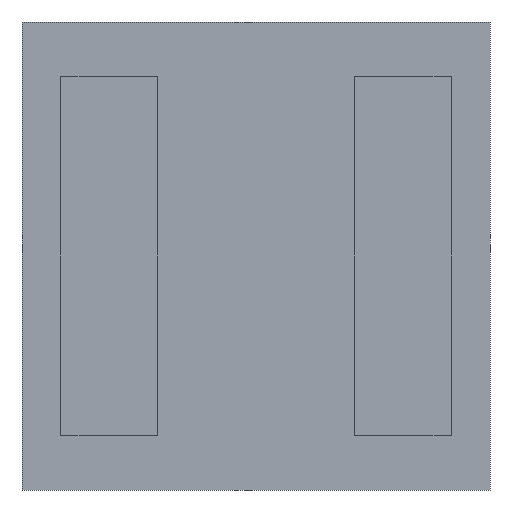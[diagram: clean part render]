
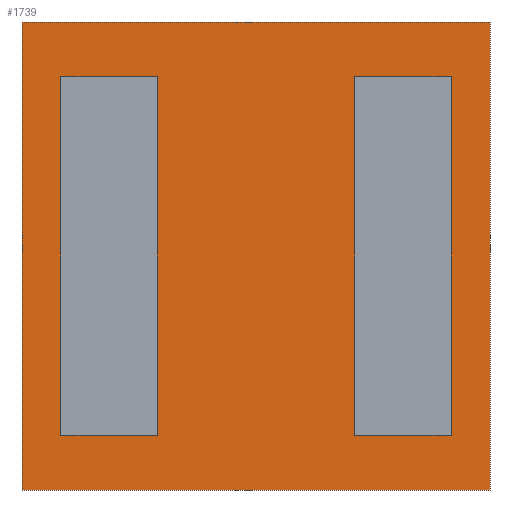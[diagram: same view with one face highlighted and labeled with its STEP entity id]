
A CAD part, front view. The second image highlights one B-rep face of the part: STEP entity #1739.
In plain terms, the highlighted planar face has unit normal (0, -1, 0).
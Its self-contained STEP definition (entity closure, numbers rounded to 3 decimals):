
#47 = LINE ( 'NONE', #1827, #5198 ) ;
#49 = LINE ( 'NONE', #1858, #594 ) ;
#51 = LINE ( 'NONE', #1837, #5200 ) ;
#56 = LINE ( 'NONE', #288, #284 ) ;
#58 = LINE ( 'NONE', #366, #5485 ) ;
#59 = LINE ( 'NONE', #363, #5487 ) ;
#67 = LINE ( 'NONE', #355, #5496 ) ;
#68 = LINE ( 'NONE', #354, #5498 ) ;
#183 = CARTESIAN_POINT ( 'NONE',  ( 1.685, 0., -3.06 ) ) ;
#190 = CARTESIAN_POINT ( 'NONE',  ( 1.685, 0., 3.06 ) ) ;
#197 = CARTESIAN_POINT ( 'NONE',  ( -4., 0., 4. ) ) ;
#204 = CARTESIAN_POINT ( 'NONE',  ( -1.685, 0., 3.06 ) ) ;
#210 = CARTESIAN_POINT ( 'NONE',  ( 3.335, 0., 3.06 ) ) ;
#214 = CARTESIAN_POINT ( 'NONE',  ( -3.335, 0., -3.06 ) ) ;
#216 = CARTESIAN_POINT ( 'NONE',  ( -1.685, 0., -3.06 ) ) ;
#231 = CARTESIAN_POINT ( 'NONE',  ( 3.335, 0., -3.06 ) ) ;
#273 = CARTESIAN_POINT ( 'NONE',  ( -3.335, 0., 3.06 ) ) ;
#281 = CARTESIAN_POINT ( 'NONE',  ( -4., 0., -4. ) ) ;
#284 = VECTOR ( 'NONE', #287, 1000. ) ;
#287 = DIRECTION ( 'NONE',  ( 0., 0., -1. ) ) ;
#288 = CARTESIAN_POINT ( 'NONE',  ( -3.335, 0., 4. ) ) ;
#354 = CARTESIAN_POINT ( 'NONE',  ( 4., 0., 3.06 ) ) ;
#355 = CARTESIAN_POINT ( 'NONE',  ( 1.685, 0., 4. ) ) ;
#356 = DIRECTION ( 'NONE',  ( 0., 0., -1. ) ) ;
#357 = DIRECTION ( 'NONE',  ( 1., 0., 0. ) ) ;
#360 = DIRECTION ( 'NONE',  ( -1., 0., 0. ) ) ;
#363 = CARTESIAN_POINT ( 'NONE',  ( 4., 0., -3.06 ) ) ;
#366 = CARTESIAN_POINT ( 'NONE',  ( 3.335, 0., 4. ) ) ;
#367 = DIRECTION ( 'NONE',  ( 0., 0., 1. ) ) ;
#594 = VECTOR ( 'NONE', #1856, 1000. ) ;
#643 = EDGE_LOOP ( 'NONE', ( #1377, #1364, #1365, #1360 ) ) ;
#726 = CARTESIAN_POINT ( 'NONE',  ( 4., 0., -4. ) ) ;
#773 = CARTESIAN_POINT ( 'NONE',  ( 4., 0., 4. ) ) ;
#1360 = ORIENTED_EDGE ( 'NONE', *, *, #1653, .F. ) ;
#1361 = ORIENTED_EDGE ( 'NONE', *, *, #1666, .F. ) ;
#1362 = ORIENTED_EDGE ( 'NONE', *, *, #3884, .T. ) ;
#1364 = ORIENTED_EDGE ( 'NONE', *, *, #1655, .F. ) ;
#1365 = ORIENTED_EDGE ( 'NONE', *, *, #1664, .F. ) ;
#1366 = ORIENTED_EDGE ( 'NONE', *, *, #3883, .T. ) ;
#1367 = ORIENTED_EDGE ( 'NONE', *, *, #1667, .F. ) ;
#1368 = ORIENTED_EDGE ( 'NONE', *, *, #3878, .T. ) ;
#1369 = ORIENTED_EDGE ( 'NONE', *, *, #3880, .T. ) ;
#1370 = ORIENTED_EDGE ( 'NONE', *, *, #1675, .F. ) ;
#1371 = ORIENTED_EDGE ( 'NONE', *, *, #1676, .F. ) ;
#1377 = ORIENTED_EDGE ( 'NONE', *, *, #1649, .F. ) ;
#1494 = VERTEX_POINT ( 'NONE', #210 ) ;
#1495 = VERTEX_POINT ( 'NONE', #214 ) ;
#1496 = VERTEX_POINT ( 'NONE', #273 ) ;
#1497 = VERTEX_POINT ( 'NONE', #216 ) ;
#1498 = VERTEX_POINT ( 'NONE', #231 ) ;
#1500 = VERTEX_POINT ( 'NONE', #204 ) ;
#1503 = VERTEX_POINT ( 'NONE', #190 ) ;
#1505 = VERTEX_POINT ( 'NONE', #183 ) ;
#1524 = VERTEX_POINT ( 'NONE', #281 ) ;
#1529 = VERTEX_POINT ( 'NONE', #197 ) ;
#1530 = VERTEX_POINT ( 'NONE', #726 ) ;
#1531 = VERTEX_POINT ( 'NONE', #773 ) ;
#1649 = EDGE_CURVE ( 'NONE', #1497, #1500, #47, .T. ) ;
#1653 = EDGE_CURVE ( 'NONE', #1500, #1496, #49, .T. ) ;
#1655 = EDGE_CURVE ( 'NONE', #1495, #1497, #51, .T. ) ;
#1664 = EDGE_CURVE ( 'NONE', #1496, #1495, #56, .T. ) ;
#1666 = EDGE_CURVE ( 'NONE', #1498, #1494, #58, .T. ) ;
#1667 = EDGE_CURVE ( 'NONE', #1505, #1498, #59, .T. ) ;
#1675 = EDGE_CURVE ( 'NONE', #1503, #1505, #67, .T. ) ;
#1676 = EDGE_CURVE ( 'NONE', #1494, #1503, #68, .T. ) ;
#1739 = ADVANCED_FACE ( 'NONE', ( #4866, #4867, #4868 ), #2258, .F. ) ;
#1827 = CARTESIAN_POINT ( 'NONE',  ( -1.685, 0., 4. ) ) ;
#1828 = DIRECTION ( 'NONE',  ( 1., 0., 0. ) ) ;
#1837 = CARTESIAN_POINT ( 'NONE',  ( 4., 0., -3.06 ) ) ;
#1840 = DIRECTION ( 'NONE',  ( 0., 0., 1. ) ) ;
#1856 = DIRECTION ( 'NONE',  ( -1., 0., 0. ) ) ;
#1858 = CARTESIAN_POINT ( 'NONE',  ( 4., 0., 3.06 ) ) ;
#2258 = PLANE ( 'NONE',  #2720 ) ;
#2259 = CARTESIAN_POINT ( 'NONE',  ( 4., 0., 4. ) ) ;
#2260 = DIRECTION ( 'NONE',  ( 0., 1., 0. ) ) ;
#2261 = DIRECTION ( 'NONE',  ( 0., 0., 1. ) ) ;
#2446 = LINE ( 'NONE', #4662, #2736 ) ;
#2447 = LINE ( 'NONE', #4679, #2737 ) ;
#2449 = LINE ( 'NONE', #4702, #2739 ) ;
#2450 = LINE ( 'NONE', #4704, #2740 ) ;
#2720 = AXIS2_PLACEMENT_3D ( 'NONE', #2259, #2260, #2261 ) ;
#2736 = VECTOR ( 'NONE', #4663, 1000. ) ;
#2737 = VECTOR ( 'NONE', #4680, 1000. ) ;
#2739 = VECTOR ( 'NONE', #4703, 1000. ) ;
#2740 = VECTOR ( 'NONE', #4705, 1000. ) ;
#3878 = EDGE_CURVE ( 'NONE', #1524, #1530, #2446, .T. ) ;
#3880 = EDGE_CURVE ( 'NONE', #1531, #1529, #2447, .T. ) ;
#3883 = EDGE_CURVE ( 'NONE', #1529, #1524, #2449, .T. ) ;
#3884 = EDGE_CURVE ( 'NONE', #1530, #1531, #2450, .T. ) ;
#4662 = CARTESIAN_POINT ( 'NONE',  ( -4., 0., -4. ) ) ;
#4663 = DIRECTION ( 'NONE',  ( 1., 0., 0. ) ) ;
#4679 = CARTESIAN_POINT ( 'NONE',  ( -4., 0., 4. ) ) ;
#4680 = DIRECTION ( 'NONE',  ( -1., 0., 0. ) ) ;
#4702 = CARTESIAN_POINT ( 'NONE',  ( -4., 0., -4. ) ) ;
#4703 = DIRECTION ( 'NONE',  ( 0., 0., -1. ) ) ;
#4704 = CARTESIAN_POINT ( 'NONE',  ( 4., 0., -4. ) ) ;
#4705 = DIRECTION ( 'NONE',  ( 0., 0., 1. ) ) ;
#4866 = FACE_BOUND ( 'NONE', #643, .T. ) ;
#4867 = FACE_OUTER_BOUND ( 'NONE', #5231, .T. ) ;
#4868 = FACE_BOUND ( 'NONE', #5229, .T. ) ;
#5198 = VECTOR ( 'NONE', #1840, 1000. ) ;
#5200 = VECTOR ( 'NONE', #1828, 1000. ) ;
#5229 = EDGE_LOOP ( 'NONE', ( #1367, #1370, #1371, #1361 ) ) ;
#5231 = EDGE_LOOP ( 'NONE', ( #1369, #1366, #1368, #1362 ) ) ;
#5485 = VECTOR ( 'NONE', #367, 1000. ) ;
#5487 = VECTOR ( 'NONE', #357, 1000. ) ;
#5496 = VECTOR ( 'NONE', #356, 1000. ) ;
#5498 = VECTOR ( 'NONE', #360, 1000. ) ;
